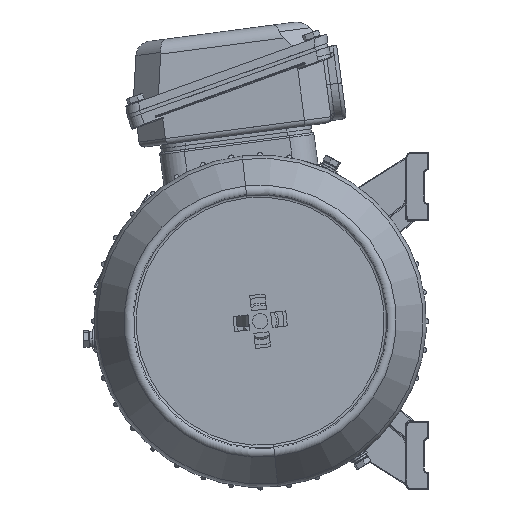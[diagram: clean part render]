
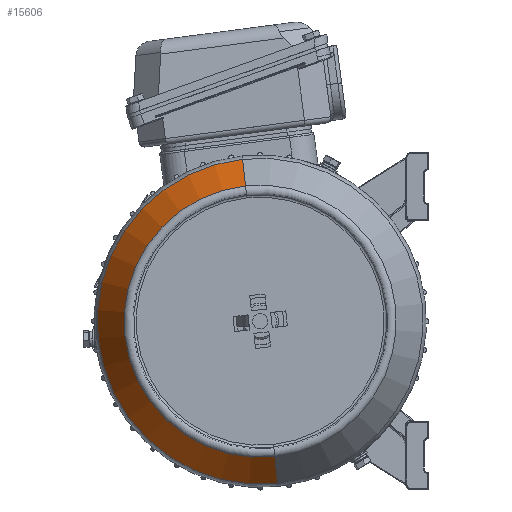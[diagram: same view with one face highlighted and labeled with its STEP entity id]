
A CAD part, left-side view. The second image highlights one B-rep face of the part: STEP entity #15606.
In plain terms, the highlighted conical face has half-angle 30 degrees and reference radius 85.931 mm.
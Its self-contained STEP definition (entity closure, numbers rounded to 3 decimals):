
#365 = CONICAL_SURFACE ( 'NONE', #18080, 85.932, 0.524 ) ;
#910 = DIRECTION ( 'NONE',  ( 0., 0., 1. ) ) ;
#1875 = VERTEX_POINT ( 'NONE', #17061 ) ;
#2685 = CIRCLE ( 'NONE', #42241, 85.932 ) ;
#2967 = DIRECTION ( 'NONE',  ( 1., 0., 0. ) ) ;
#4058 = AXIS2_PLACEMENT_3D ( 'NONE', #63331, #75783, #46794 ) ;
#6600 = ORIENTED_EDGE ( 'NONE', *, *, #57313, .F. ) ;
#6863 = CARTESIAN_POINT ( 'NONE',  ( -92.8, 0., 71.771 ) ) ;
#13165 = LINE ( 'NONE', #74585, #26072 ) ;
#13827 = EDGE_CURVE ( 'NONE', #50146, #45688, #13165, .T. ) ;
#15154 = CARTESIAN_POINT ( 'NONE',  ( -68.274, 0., 0. ) ) ;
#15606 = ADVANCED_FACE ( 'NONE', ( #49620 ), #365, .T. ) ;
#17061 = CARTESIAN_POINT ( 'NONE',  ( -92.8, 0., -71.771 ) ) ;
#18080 = AXIS2_PLACEMENT_3D ( 'NONE', #15154, #2967, #32852 ) ;
#20470 = EDGE_CURVE ( 'NONE', #1875, #55563, #47613, .T. ) ;
#24806 = DIRECTION ( 'NONE',  ( -1., 0., 0. ) ) ;
#26072 = VECTOR ( 'NONE', #75360, 1000. ) ;
#32852 = DIRECTION ( 'NONE',  ( 0., 0., -1. ) ) ;
#36443 = VECTOR ( 'NONE', #61237, 1000. ) ;
#36482 = CARTESIAN_POINT ( 'NONE',  ( -68.274, 0., 0. ) ) ;
#42241 = AXIS2_PLACEMENT_3D ( 'NONE', #36482, #24806, #910 ) ;
#44126 = CARTESIAN_POINT ( 'NONE',  ( -68.274, 0., -85.932 ) ) ;
#45688 = VERTEX_POINT ( 'NONE', #57181 ) ;
#46386 = ORIENTED_EDGE ( 'NONE', *, *, #13827, .T. ) ;
#46794 = DIRECTION ( 'NONE',  ( 0., 0., 1. ) ) ;
#47613 = LINE ( 'NONE', #44126, #36443 ) ;
#49620 = FACE_OUTER_BOUND ( 'NONE', #58084, .T. ) ;
#50146 = VERTEX_POINT ( 'NONE', #6863 ) ;
#50803 = ORIENTED_EDGE ( 'NONE', *, *, #20470, .F. ) ;
#55563 = VERTEX_POINT ( 'NONE', #66672 ) ;
#57181 = CARTESIAN_POINT ( 'NONE',  ( -68.274, 0., 85.932 ) ) ;
#57313 = EDGE_CURVE ( 'NONE', #50146, #1875, #75094, .T. ) ;
#58084 = EDGE_LOOP ( 'NONE', ( #6600, #46386, #62204, #50803 ) ) ;
#61237 = DIRECTION ( 'NONE',  ( 0.866, 0., -0.5 ) ) ;
#62204 = ORIENTED_EDGE ( 'NONE', *, *, #75619, .T. ) ;
#63331 = CARTESIAN_POINT ( 'NONE',  ( -92.8, 0., 0. ) ) ;
#66672 = CARTESIAN_POINT ( 'NONE',  ( -68.274, 0., -85.932 ) ) ;
#74585 = CARTESIAN_POINT ( 'NONE',  ( -68.274, 0., 85.932 ) ) ;
#75094 = CIRCLE ( 'NONE', #4058, 71.771 ) ;
#75360 = DIRECTION ( 'NONE',  ( 0.866, 0., 0.5 ) ) ;
#75619 = EDGE_CURVE ( 'NONE', #45688, #55563, #2685, .T. ) ;
#75783 = DIRECTION ( 'NONE',  ( -1., 0., 0. ) ) ;
